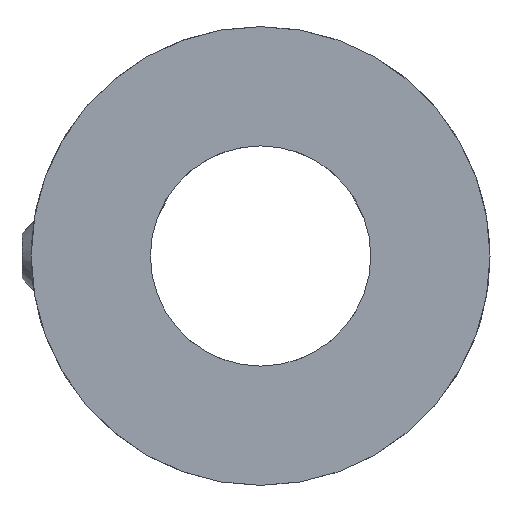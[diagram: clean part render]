
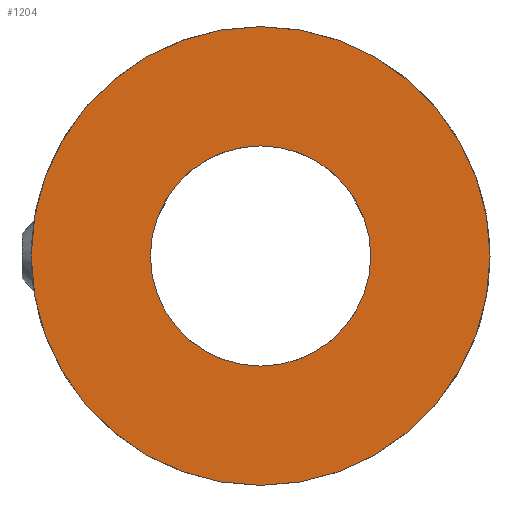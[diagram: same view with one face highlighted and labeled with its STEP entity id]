
A CAD part, left-side view. The second image highlights one B-rep face of the part: STEP entity #1204.
In plain terms, the highlighted planar face has unit normal (-1, 0, 0).
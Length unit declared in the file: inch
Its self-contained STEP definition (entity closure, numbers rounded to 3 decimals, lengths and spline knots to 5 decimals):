
#196 = EDGE_CURVE ( 'NONE', #231, #1965, #2192, .T. ) ;
#231 = VERTEX_POINT ( 'NONE', #616 ) ;
#232 = EDGE_CURVE ( 'NONE', #1965, #231, #303, .T. ) ;
#303 = CIRCLE ( 'NONE', #1496, 3.125 ) ;
#408 = ORIENTED_EDGE ( 'NONE', *, *, #196, .T. ) ;
#421 = DIRECTION ( 'NONE',  ( 0., 0., -1. ) ) ;
#432 = DIRECTION ( 'NONE',  ( 1., 0., 0. ) ) ;
#575 = VERTEX_POINT ( 'NONE', #784 ) ;
#616 = CARTESIAN_POINT ( 'NONE',  ( -1.875, 3., 3.125 ) ) ;
#627 = DIRECTION ( 'NONE',  ( -1., 0., 0. ) ) ;
#635 = EDGE_CURVE ( 'NONE', #575, #1557, #1186, .T. ) ;
#645 = CIRCLE ( 'NONE', #1936, 1.5 ) ;
#736 = ORIENTED_EDGE ( 'NONE', *, *, #232, .T. ) ;
#781 = CARTESIAN_POINT ( 'NONE',  ( -1.875, 3., 0. ) ) ;
#784 = CARTESIAN_POINT ( 'NONE',  ( -1.875, 3., -1.5 ) ) ;
#787 = AXIS2_PLACEMENT_3D ( 'NONE', #1311, #432, #421 ) ;
#789 = FACE_OUTER_BOUND ( 'NONE', #1613, .T. ) ;
#816 = AXIS2_PLACEMENT_3D ( 'NONE', #1303, #947, #1275 ) ;
#933 = AXIS2_PLACEMENT_3D ( 'NONE', #781, #1808, #938 ) ;
#938 = DIRECTION ( 'NONE',  ( 0., 0., 1. ) ) ;
#947 = DIRECTION ( 'NONE',  ( -1., 0., 0. ) ) ;
#976 = DIRECTION ( 'NONE',  ( 0., 0., 1. ) ) ;
#1112 = EDGE_CURVE ( 'NONE', #1557, #575, #645, .T. ) ;
#1128 = CARTESIAN_POINT ( 'NONE',  ( -1.875, 3., 0. ) ) ;
#1181 = EDGE_LOOP ( 'NONE', ( #1878, #2109 ) ) ;
#1186 = CIRCLE ( 'NONE', #787, 1.5 ) ;
#1204 = ADVANCED_FACE ( 'NONE', ( #1429, #789 ), #1304, .T. ) ;
#1275 = DIRECTION ( 'NONE',  ( 0., 0., 1. ) ) ;
#1303 = CARTESIAN_POINT ( 'NONE',  ( -1.875, 3., 0. ) ) ;
#1304 = PLANE ( 'NONE',  #933 ) ;
#1311 = CARTESIAN_POINT ( 'NONE',  ( -1.875, 3., 0. ) ) ;
#1353 = CARTESIAN_POINT ( 'NONE',  ( -1.875, 3., 0. ) ) ;
#1387 = DIRECTION ( 'NONE',  ( 0., 0., -1. ) ) ;
#1429 = FACE_BOUND ( 'NONE', #1181, .T. ) ;
#1496 = AXIS2_PLACEMENT_3D ( 'NONE', #1128, #627, #976 ) ;
#1508 = CARTESIAN_POINT ( 'NONE',  ( -1.875, 3., -3.125 ) ) ;
#1549 = DIRECTION ( 'NONE',  ( 1., 0., 0. ) ) ;
#1557 = VERTEX_POINT ( 'NONE', #2205 ) ;
#1613 = EDGE_LOOP ( 'NONE', ( #736, #408 ) ) ;
#1808 = DIRECTION ( 'NONE',  ( -1., 0., 0. ) ) ;
#1878 = ORIENTED_EDGE ( 'NONE', *, *, #635, .T. ) ;
#1936 = AXIS2_PLACEMENT_3D ( 'NONE', #1353, #1549, #1387 ) ;
#1965 = VERTEX_POINT ( 'NONE', #1508 ) ;
#2109 = ORIENTED_EDGE ( 'NONE', *, *, #1112, .T. ) ;
#2192 = CIRCLE ( 'NONE', #816, 3.125 ) ;
#2205 = CARTESIAN_POINT ( 'NONE',  ( -1.875, 3., 1.5 ) ) ;
